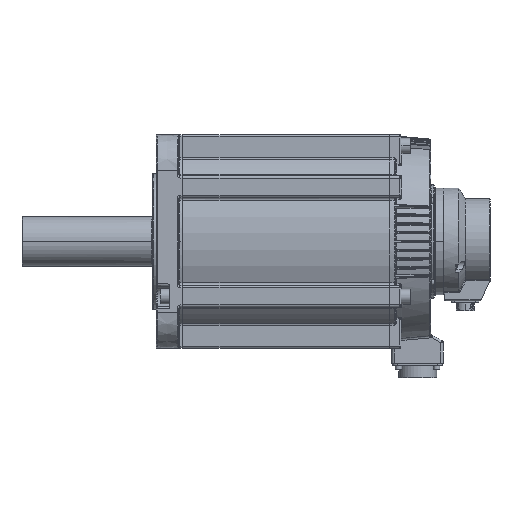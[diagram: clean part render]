
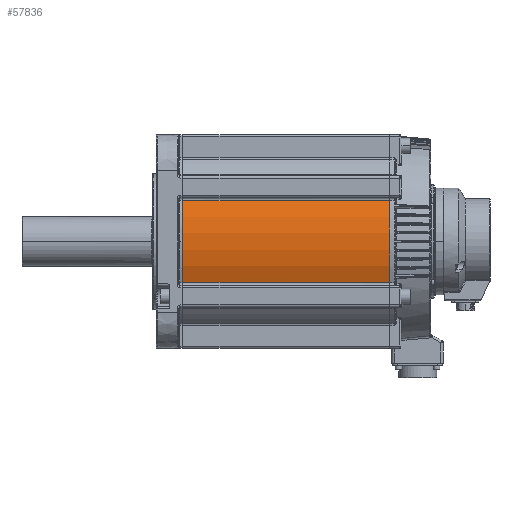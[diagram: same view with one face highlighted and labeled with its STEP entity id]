
A CAD part, left-side view. The second image highlights one B-rep face of the part: STEP entity #57836.
In plain terms, the highlighted cylindrical face has radius 88.75 mm (diameter 177.5 mm), a partial arc.
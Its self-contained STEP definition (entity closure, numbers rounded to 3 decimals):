
#55558=CARTESIAN_POINT('',(0.,0.,0.));
#55559=DIRECTION('',(0.,-1.,0.));
#55560=DIRECTION('',(-0.922,0.,0.386));
#55561=AXIS2_PLACEMENT_3D('',#55558,#55559,#55560);
#55964=CARTESIAN_POINT('',(0.,174.,0.));
#55965=DIRECTION('',(0.,1.,0.));
#55966=DIRECTION('',(-0.922,0.,-0.386));
#55967=AXIS2_PLACEMENT_3D('',#55964,#55965,#55966);
#55976=CARTESIAN_POINT('',(-81.862,174.,-34.282));
#56466=DIRECTION('',(0.,1.,0.));
#56467=VECTOR('',#56466,174.);
#56468=CARTESIAN_POINT('',(-81.862,0.,-34.282));
#56469=LINE('',#56468,#56467);
#56470=DIRECTION('',(0.,-1.,0.));
#56471=VECTOR('',#56470,174.);
#56472=CARTESIAN_POINT('',(-81.862,174.,34.282));
#56473=LINE('',#56472,#56471);
#56676=CARTESIAN_POINT('',(-81.859,0.,34.289));
#56677=CARTESIAN_POINT('',(-81.859,0.,-34.289));
#56678=VERTEX_POINT('',#56676);
#56679=VERTEX_POINT('',#56677);
#56761=VERTEX_POINT('',#55976);
#56853=CARTESIAN_POINT('',(-81.859,174.,34.289));
#56854=VERTEX_POINT('',#56853);
#57824=CARTESIAN_POINT('',(0.,0.,0.));
#57825=DIRECTION('',(0.,1.,0.));
#57826=DIRECTION('',(0.,0.,1.));
#57827=AXIS2_PLACEMENT_3D('',#57824,#57825,#57826);
#57828=CYLINDRICAL_SURFACE('',#57827,88.75);
#57829=ORIENTED_EDGE('',*,*,#57202,.T.);
#57831=ORIENTED_EDGE('',*,*,#57830,.T.);
#57832=ORIENTED_EDGE('',*,*,#57001,.T.);
#57833=ORIENTED_EDGE('',*,*,#57818,.T.);
#57834=EDGE_LOOP('',(#57829,#57831,#57832,#57833));
#57835=FACE_OUTER_BOUND('',#57834,.F.);
#57836=ADVANCED_FACE('',(#57835),#57828,.T.);
#55562=CIRCLE('',#55561,88.75);
#55968=CIRCLE('',#55967,88.75);
#57001=EDGE_CURVE('',#56678,#56679,#55562,.T.);
#57202=EDGE_CURVE('',#56761,#56854,#55968,.T.);
#57818=EDGE_CURVE('',#56679,#56761,#56469,.T.);
#57830=EDGE_CURVE('',#56854,#56678,#56473,.T.);
